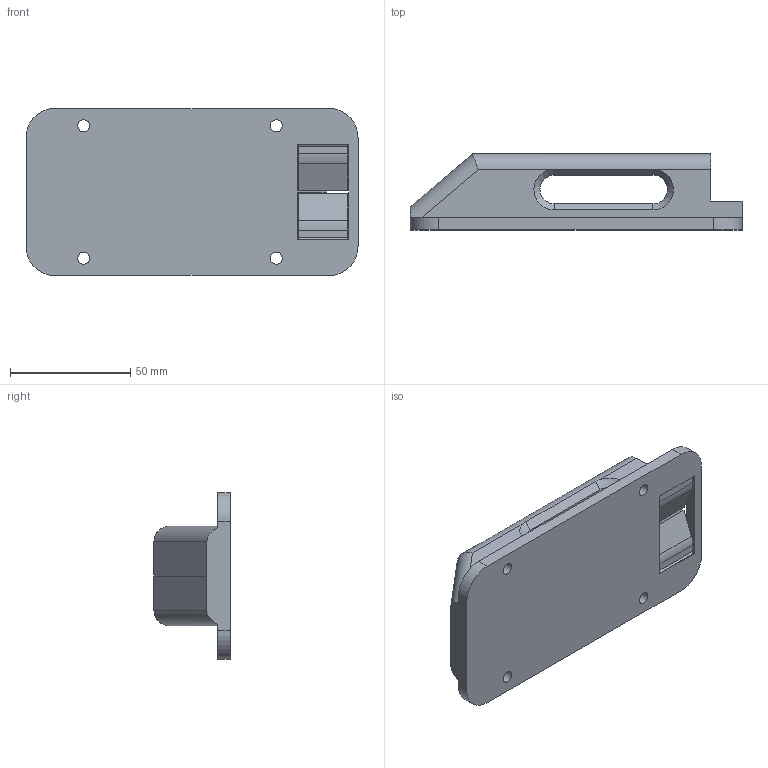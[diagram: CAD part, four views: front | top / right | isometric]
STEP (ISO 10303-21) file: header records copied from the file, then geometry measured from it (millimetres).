
FILE_DESCRIPTION(/* description */ (''),/* implementation_level */ '2;1');
FILE_NAME(/* name */ 'Snap-in holder (Under Car) v93.step',/* time_stamp */ '2019-10-04T15:11:25+02:00',/* author */ (''),/* organization */ (''),/* preprocessor_version */ 'ST-DEVELOPER v18',/* originating_system */ 'Autodesk Translation Framework v8.6.0.1094',/* authorisation */ '');
FILE_SCHEMA (('AUTOMOTIVE_DESIGN { 1 0 10303 214 3 1 1 }'));
Length unit declared in the file: millimetre
Products named in the file (1): Snap-in holder (Under Car)
Bounding box: 138 x 31.6 x 69.4 mm (x, y, z)
Volume: 85237.7 mm3; surface area: 38189.9 mm2
Topology: 1 solids, 1 shells, 112 faces, 325 edges, 210 vertices
Faces by surface type: plane 77, cylinder 28, cone 4, bspline 3
Full cylindrical faces by diameter (mm): 5 x4
Entity records: 3942 total; most frequent: CARTESIAN_POINT 928, ORIENTED_EDGE 650, DIRECTION 590, EDGE_CURVE 325, LINE 246, VECTOR 246, VERTEX_POINT 210, AXIS2_PLACEMENT_3D 172
